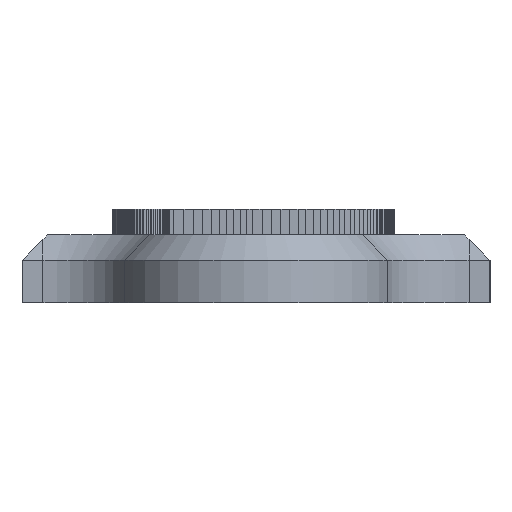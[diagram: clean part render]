
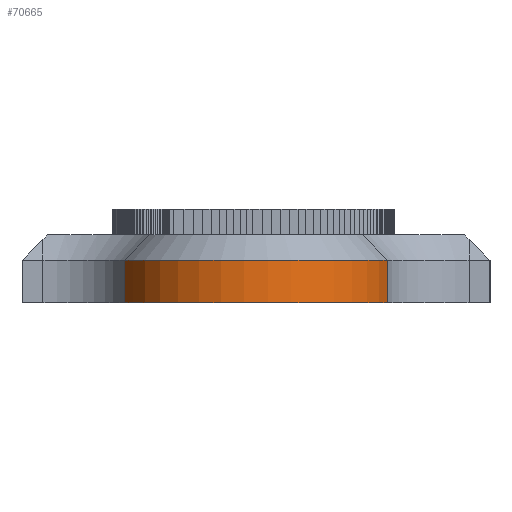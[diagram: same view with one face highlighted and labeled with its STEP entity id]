
A CAD part, left-side view. The second image highlights one B-rep face of the part: STEP entity #70665.
In plain terms, the highlighted cylindrical face has radius 16 mm (diameter 32 mm), a partial arc.
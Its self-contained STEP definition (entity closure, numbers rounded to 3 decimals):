
#70298=CARTESIAN_POINT('Vertex',(-79.808,-202.485,-8.)) ;
#70301=CARTESIAN_POINT('Axis2P3D Location',(-75.5,-187.076,-8.)) ;
#70305=CARTESIAN_POINT('Vertex',(-79.808,-171.666,-8.)) ;
#70627=CARTESIAN_POINT('Vertex',(-79.808,-202.485,-3.)) ;
#70630=CARTESIAN_POINT('Line Origine',(-79.808,-202.485,-4.)) ;
#70642=CARTESIAN_POINT('Axis2P3D Location',(-75.5,-187.076,-4.)) ;
#70647=CARTESIAN_POINT('Line Origine',(-79.808,-171.666,-4.)) ;
#70651=CARTESIAN_POINT('Vertex',(-79.808,-171.666,-3.)) ;
#70654=CARTESIAN_POINT('Axis2P3D Location',(-75.5,-187.076,-3.)) ;
#70302=DIRECTION('Axis2P3D Direction',(0.,0.,1.)) ;
#70631=DIRECTION('Vector Direction',(0.,0.,1.)) ;
#70643=DIRECTION('Axis2P3D Direction',(0.,0.,1.)) ;
#70644=DIRECTION('Axis2P3D XDirection',(-0.269,0.963,0.)) ;
#70648=DIRECTION('Vector Direction',(0.,0.,1.)) ;
#70655=DIRECTION('Axis2P3D Direction',(0.,0.,1.)) ;
#70303=AXIS2_PLACEMENT_3D('Circle Axis2P3D',#70301,#70302,$) ;
#70645=AXIS2_PLACEMENT_3D('Cylinder Axis2P3D',#70642,#70643,#70644) ;
#70656=AXIS2_PLACEMENT_3D('Circle Axis2P3D',#70654,#70655,$) ;
#70660=ORIENTED_EDGE('',*,*,#70653,.T.) ;
#70661=ORIENTED_EDGE('',*,*,#70307,.T.) ;
#70662=ORIENTED_EDGE('',*,*,#70634,.F.) ;
#70663=ORIENTED_EDGE('',*,*,#70658,.F.) ;
#70632=VECTOR('Line Direction',#70631,1.) ;
#70649=VECTOR('Line Direction',#70648,1.) ;
#70665=ADVANCED_FACE('Corps de pi\X2\00E8\X0\ce.3',(#70664),#70646,.T.) ;
#70304=CIRCLE('generated circle',#70303,16.) ;
#70657=CIRCLE('generated circle',#70656,16.) ;
#70646=CYLINDRICAL_SURFACE('generated cylinder',#70645,16.) ;
#70307=EDGE_CURVE('',#70306,#70299,#70304,.T.) ;
#70634=EDGE_CURVE('',#70628,#70299,#70633,.F.) ;
#70653=EDGE_CURVE('',#70652,#70306,#70650,.F.) ;
#70658=EDGE_CURVE('',#70652,#70628,#70657,.T.) ;
#70659=EDGE_LOOP('',(#70660,#70661,#70662,#70663)) ;
#70664=FACE_OUTER_BOUND('',#70659,.T.) ;
#70633=LINE('Line',#70630,#70632) ;
#70650=LINE('Line',#70647,#70649) ;
#70299=VERTEX_POINT('',#70298) ;
#70306=VERTEX_POINT('',#70305) ;
#70628=VERTEX_POINT('',#70627) ;
#70652=VERTEX_POINT('',#70651) ;
